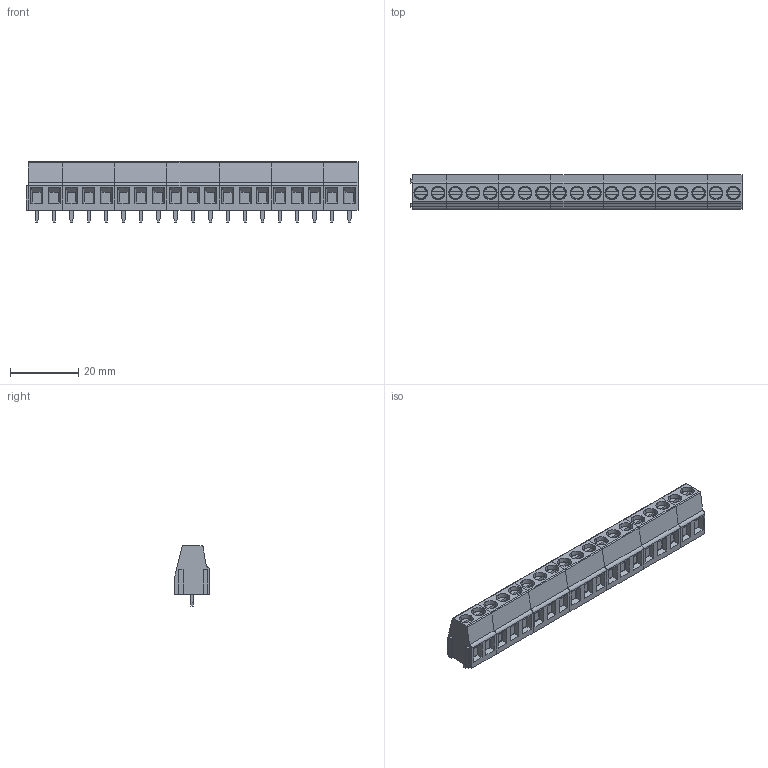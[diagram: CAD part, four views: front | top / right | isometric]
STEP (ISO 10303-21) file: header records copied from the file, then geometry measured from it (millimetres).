
FILE_DESCRIPTION(('FreeCAD Model'),'2;1');
FILE_NAME('Open CASCADE Shape Model','2024-11-06T21:22:43',(''),(''), 'Open CASCADE STEP processor 7.6','FreeCAD','Unknown');
FILE_SCHEMA(('AUTOMOTIVE_DESIGN { 1 0 10303 214 1 1 1 1 }'));
Length unit declared in the file: millimetre
Products named in the file (1): CUI_DEVICES_TB004-508-19BE
Bounding box: 97.12 x 10.2 x 17.6 mm (x, y, z)
Volume: 11372 mm3; surface area: 6609.9 mm2
Topology: 1 solids, 1 shells, 797 faces, 1927 edges, 1189 vertices
Faces by surface type: plane 567, torus 95, cone 76, cylinder 59
Entity records: 29501 total; most frequent: CARTESIAN_POINT 5358, ORIENTED_EDGE 3854, DIRECTION 3775, EDGE_CURVE 1927, LINE 1371, VECTOR 1371, AXIS2_PLACEMENT_3D 1202, VERTEX_POINT 1189
